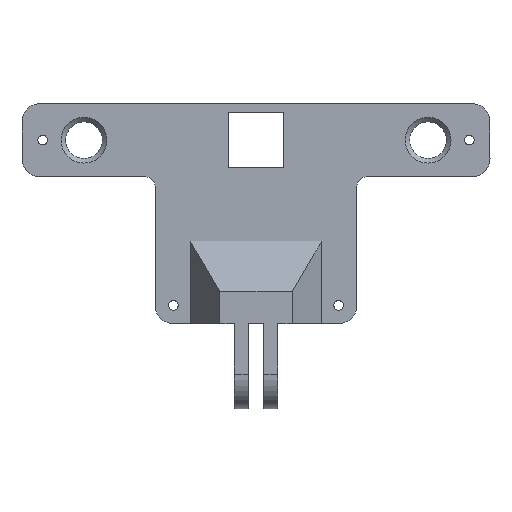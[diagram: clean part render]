
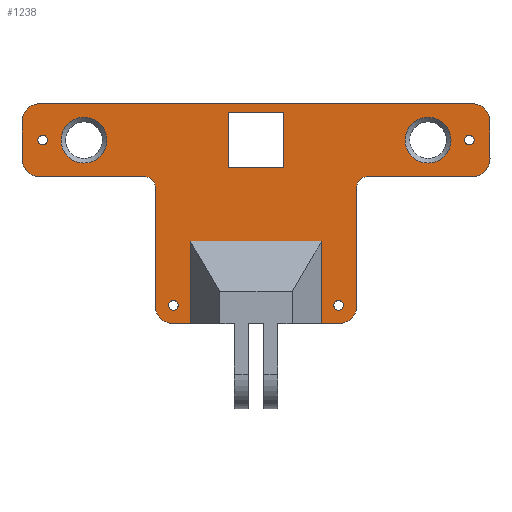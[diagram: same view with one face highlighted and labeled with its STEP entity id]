
A CAD part, top view. The second image highlights one B-rep face of the part: STEP entity #1238.
In plain terms, the highlighted planar face has unit normal (0, 0, 1).
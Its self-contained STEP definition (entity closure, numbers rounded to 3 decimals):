
#23=FACE_BOUND('',#185,.T.);
#24=FACE_BOUND('',#186,.T.);
#25=FACE_BOUND('',#187,.T.);
#26=FACE_BOUND('',#188,.T.);
#27=FACE_BOUND('',#189,.T.);
#28=FACE_BOUND('',#190,.T.);
#29=FACE_BOUND('',#191,.T.);
#60=PLANE('',#1342);
#112=FACE_OUTER_BOUND('',#184,.T.);
#184=EDGE_LOOP('',(#942,#943,#944,#945,#946,#947,#948,#949,#950,#951,#952,
#953,#954,#955,#956,#957,#958,#959,#960,#961));
#185=EDGE_LOOP('',(#962,#963,#964,#965));
#186=EDGE_LOOP('',(#966));
#187=EDGE_LOOP('',(#967));
#188=EDGE_LOOP('',(#968));
#189=EDGE_LOOP('',(#969));
#190=EDGE_LOOP('',(#970));
#191=EDGE_LOOP('',(#971));
#271=LINE('',#1835,#392);
#277=LINE('',#1848,#398);
#282=LINE('',#1863,#403);
#288=LINE('',#1884,#409);
#294=LINE('',#1905,#415);
#302=LINE('',#1929,#423);
#309=LINE('',#1943,#430);
#310=LINE('',#1946,#431);
#314=LINE('',#1952,#435);
#316=LINE('',#1961,#437);
#317=LINE('',#1963,#438);
#318=LINE('',#1964,#439);
#319=LINE('',#1967,#440);
#320=LINE('',#1968,#441);
#321=LINE('',#1969,#442);
#322=LINE('',#1971,#443);
#392=VECTOR('',#1460,10.);
#398=VECTOR('',#1468,10.);
#403=VECTOR('',#1481,10.);
#409=VECTOR('',#1501,10.);
#415=VECTOR('',#1521,10.);
#423=VECTOR('',#1543,10.);
#430=VECTOR('',#1552,10.);
#431=VECTOR('',#1555,10.);
#435=VECTOR('',#1561,10.);
#437=VECTOR('',#1571,10.);
#438=VECTOR('',#1572,10.);
#439=VECTOR('',#1573,10.);
#440=VECTOR('',#1576,10.);
#441=VECTOR('',#1577,10.);
#442=VECTOR('',#1578,10.);
#443=VECTOR('',#1579,10.);
#503=CIRCLE('',#1312,2.001);
#505=CIRCLE('',#1316,4.001);
#507=CIRCLE('',#1319,4.001);
#509=CIRCLE('',#1323,4.001);
#511=CIRCLE('',#1326,4.001);
#513=CIRCLE('',#1330,2.001);
#519=CIRCLE('',#1343,4.001);
#520=CIRCLE('',#1344,4.001);
#521=CIRCLE('',#1345,1.05);
#522=CIRCLE('',#1346,1.05);
#523=CIRCLE('',#1347,1.05);
#524=CIRCLE('',#1348,1.05);
#525=CIRCLE('',#1349,5.);
#526=CIRCLE('',#1350,5.);
#566=VERTEX_POINT('',#1832);
#567=VERTEX_POINT('',#1834);
#572=VERTEX_POINT('',#1845);
#573=VERTEX_POINT('',#1847);
#575=VERTEX_POINT('',#1853);
#576=VERTEX_POINT('',#1854);
#579=VERTEX_POINT('',#1862);
#581=VERTEX_POINT('',#1868);
#583=VERTEX_POINT('',#1874);
#584=VERTEX_POINT('',#1875);
#587=VERTEX_POINT('',#1883);
#589=VERTEX_POINT('',#1889);
#591=VERTEX_POINT('',#1895);
#592=VERTEX_POINT('',#1896);
#595=VERTEX_POINT('',#1904);
#597=VERTEX_POINT('',#1910);
#601=VERTEX_POINT('',#1922);
#604=VERTEX_POINT('',#1927);
#606=VERTEX_POINT('',#1932);
#611=VERTEX_POINT('',#1945);
#615=VERTEX_POINT('',#1960);
#616=VERTEX_POINT('',#1962);
#617=VERTEX_POINT('',#1965);
#618=VERTEX_POINT('',#1970);
#619=VERTEX_POINT('',#1973);
#620=VERTEX_POINT('',#1975);
#621=VERTEX_POINT('',#1977);
#622=VERTEX_POINT('',#1979);
#623=VERTEX_POINT('',#1981);
#624=VERTEX_POINT('',#1983);
#687=EDGE_CURVE('',#566,#567,#271,.T.);
#693=EDGE_CURVE('',#572,#573,#277,.T.);
#696=EDGE_CURVE('',#575,#576,#503,.T.);
#700=EDGE_CURVE('',#576,#579,#282,.T.);
#703=EDGE_CURVE('',#579,#581,#505,.T.);
#706=EDGE_CURVE('',#583,#584,#507,.T.);
#710=EDGE_CURVE('',#584,#587,#288,.T.);
#713=EDGE_CURVE('',#587,#589,#509,.T.);
#716=EDGE_CURVE('',#591,#592,#511,.T.);
#720=EDGE_CURVE('',#592,#595,#294,.T.);
#723=EDGE_CURVE('',#595,#597,#513,.T.);
#732=EDGE_CURVE('',#604,#601,#302,.F.);
#739=EDGE_CURVE('',#606,#601,#309,.T.);
#740=EDGE_CURVE('',#606,#611,#310,.F.);
#744=EDGE_CURVE('',#604,#611,#314,.T.);
#748=EDGE_CURVE('',#566,#615,#316,.T.);
#749=EDGE_CURVE('',#615,#616,#317,.T.);
#750=EDGE_CURVE('',#616,#573,#318,.T.);
#751=EDGE_CURVE('',#617,#572,#519,.T.);
#752=EDGE_CURVE('',#597,#617,#319,.T.);
#753=EDGE_CURVE('',#589,#591,#320,.T.);
#754=EDGE_CURVE('',#581,#583,#321,.T.);
#755=EDGE_CURVE('',#618,#575,#322,.T.);
#756=EDGE_CURVE('',#567,#618,#520,.T.);
#757=EDGE_CURVE('',#619,#619,#521,.T.);
#758=EDGE_CURVE('',#620,#620,#522,.T.);
#759=EDGE_CURVE('',#621,#621,#523,.T.);
#760=EDGE_CURVE('',#622,#622,#524,.T.);
#761=EDGE_CURVE('',#623,#623,#525,.T.);
#762=EDGE_CURVE('',#624,#624,#526,.T.);
#942=ORIENTED_EDGE('',*,*,#748,.T.);
#943=ORIENTED_EDGE('',*,*,#749,.T.);
#944=ORIENTED_EDGE('',*,*,#750,.T.);
#945=ORIENTED_EDGE('',*,*,#693,.F.);
#946=ORIENTED_EDGE('',*,*,#751,.F.);
#947=ORIENTED_EDGE('',*,*,#752,.F.);
#948=ORIENTED_EDGE('',*,*,#723,.F.);
#949=ORIENTED_EDGE('',*,*,#720,.F.);
#950=ORIENTED_EDGE('',*,*,#716,.F.);
#951=ORIENTED_EDGE('',*,*,#753,.F.);
#952=ORIENTED_EDGE('',*,*,#713,.F.);
#953=ORIENTED_EDGE('',*,*,#710,.F.);
#954=ORIENTED_EDGE('',*,*,#706,.F.);
#955=ORIENTED_EDGE('',*,*,#754,.F.);
#956=ORIENTED_EDGE('',*,*,#703,.F.);
#957=ORIENTED_EDGE('',*,*,#700,.F.);
#958=ORIENTED_EDGE('',*,*,#696,.F.);
#959=ORIENTED_EDGE('',*,*,#755,.F.);
#960=ORIENTED_EDGE('',*,*,#756,.F.);
#961=ORIENTED_EDGE('',*,*,#687,.F.);
#962=ORIENTED_EDGE('',*,*,#739,.T.);
#963=ORIENTED_EDGE('',*,*,#732,.F.);
#964=ORIENTED_EDGE('',*,*,#744,.T.);
#965=ORIENTED_EDGE('',*,*,#740,.F.);
#966=ORIENTED_EDGE('',*,*,#757,.T.);
#967=ORIENTED_EDGE('',*,*,#758,.T.);
#968=ORIENTED_EDGE('',*,*,#759,.T.);
#969=ORIENTED_EDGE('',*,*,#760,.T.);
#970=ORIENTED_EDGE('',*,*,#761,.F.);
#971=ORIENTED_EDGE('',*,*,#762,.F.);
#1238=ADVANCED_FACE('',(#112,#23,#24,#25,#26,#27,#28,#29),#60,.T.);
#1312=AXIS2_PLACEMENT_3D('',#1855,#1473,#1474);
#1316=AXIS2_PLACEMENT_3D('',#1869,#1486,#1487);
#1319=AXIS2_PLACEMENT_3D('',#1876,#1493,#1494);
#1323=AXIS2_PLACEMENT_3D('',#1890,#1506,#1507);
#1326=AXIS2_PLACEMENT_3D('',#1897,#1513,#1514);
#1330=AXIS2_PLACEMENT_3D('',#1911,#1526,#1527);
#1342=AXIS2_PLACEMENT_3D('',#1959,#1569,#1570);
#1343=AXIS2_PLACEMENT_3D('',#1966,#1574,#1575);
#1344=AXIS2_PLACEMENT_3D('',#1972,#1580,#1581);
#1345=AXIS2_PLACEMENT_3D('',#1974,#1582,#1583);
#1346=AXIS2_PLACEMENT_3D('',#1976,#1584,#1585);
#1347=AXIS2_PLACEMENT_3D('',#1978,#1586,#1587);
#1348=AXIS2_PLACEMENT_3D('',#1980,#1588,#1589);
#1349=AXIS2_PLACEMENT_3D('',#1982,#1590,#1591);
#1350=AXIS2_PLACEMENT_3D('',#1984,#1592,#1593);
#1460=DIRECTION('',(-1.,0.,0.));
#1468=DIRECTION('',(-1.,0.,0.));
#1473=DIRECTION('center_axis',(0.,0.,1.));
#1474=DIRECTION('ref_axis',(1.,0.,0.));
#1481=DIRECTION('',(-1.,0.,0.));
#1486=DIRECTION('center_axis',(0.,0.,-1.));
#1487=DIRECTION('ref_axis',(-1.,0.,0.));
#1493=DIRECTION('center_axis',(0.,0.,-1.));
#1494=DIRECTION('ref_axis',(0.,1.,0.));
#1501=DIRECTION('',(1.,0.,0.));
#1506=DIRECTION('center_axis',(0.,0.,-1.));
#1507=DIRECTION('ref_axis',(1.,0.,0.));
#1513=DIRECTION('center_axis',(0.,0.,-1.));
#1514=DIRECTION('ref_axis',(0.,-1.,0.));
#1521=DIRECTION('',(-1.,0.,0.));
#1526=DIRECTION('center_axis',(0.,0.,1.));
#1527=DIRECTION('ref_axis',(0.,1.,0.));
#1543=DIRECTION('',(-1.,0.,0.));
#1552=DIRECTION('',(0.,-1.,0.));
#1555=DIRECTION('',(1.,0.,0.));
#1561=DIRECTION('',(0.,1.,0.));
#1569=DIRECTION('center_axis',(0.,0.,1.));
#1570=DIRECTION('ref_axis',(1.,0.,0.));
#1571=DIRECTION('',(0.,1.,0.));
#1572=DIRECTION('',(1.,0.,0.));
#1573=DIRECTION('',(0.,-1.,0.));
#1574=DIRECTION('center_axis',(0.,0.,-1.));
#1575=DIRECTION('ref_axis',(0.,-1.,0.));
#1576=DIRECTION('',(0.,-1.,0.));
#1577=DIRECTION('',(0.,-1.,0.));
#1578=DIRECTION('',(0.,1.,0.));
#1579=DIRECTION('',(0.,1.,0.));
#1580=DIRECTION('center_axis',(0.,0.,-1.));
#1581=DIRECTION('ref_axis',(-1.,0.,0.));
#1582=DIRECTION('center_axis',(0.,0.,-1.));
#1583=DIRECTION('ref_axis',(1.,0.,0.));
#1584=DIRECTION('center_axis',(0.,0.,-1.));
#1585=DIRECTION('ref_axis',(1.,0.,0.));
#1586=DIRECTION('center_axis',(0.,0.,-1.));
#1587=DIRECTION('ref_axis',(1.,0.,0.));
#1588=DIRECTION('center_axis',(0.,0.,-1.));
#1589=DIRECTION('ref_axis',(1.,0.,0.));
#1590=DIRECTION('center_axis',(0.,0.,1.));
#1591=DIRECTION('ref_axis',(1.,0.,0.));
#1592=DIRECTION('center_axis',(0.,0.,1.));
#1593=DIRECTION('ref_axis',(1.,0.,0.));
#1832=CARTESIAN_POINT('',(-14.251,-40.,6.));
#1834=CARTESIAN_POINT('',(-18.,-40.,6.));
#1835=CARTESIAN_POINT('',(-9.,-40.,6.));
#1845=CARTESIAN_POINT('',(18.,-40.,6.));
#1847=CARTESIAN_POINT('',(14.251,-40.,6.));
#1848=CARTESIAN_POINT('',(-9.,-40.,6.));
#1853=CARTESIAN_POINT('',(-22.,-10.,6.));
#1854=CARTESIAN_POINT('',(-24.,-8.,6.));
#1855=CARTESIAN_POINT('Origin',(-24.001,-10.001,6.));
#1862=CARTESIAN_POINT('',(-47.,-8.,6.));
#1863=CARTESIAN_POINT('',(-23.5,-8.,6.));
#1868=CARTESIAN_POINT('',(-51.,-4.,6.));
#1869=CARTESIAN_POINT('Origin',(-46.999,-3.999,6.));
#1874=CARTESIAN_POINT('',(-51.,4.,6.));
#1875=CARTESIAN_POINT('',(-47.,8.,6.));
#1876=CARTESIAN_POINT('Origin',(-46.999,3.999,6.));
#1883=CARTESIAN_POINT('',(47.,8.,6.));
#1884=CARTESIAN_POINT('',(23.5,8.,6.));
#1889=CARTESIAN_POINT('',(51.,4.,6.));
#1890=CARTESIAN_POINT('Origin',(46.999,3.999,6.));
#1895=CARTESIAN_POINT('',(51.,-4.,6.));
#1896=CARTESIAN_POINT('',(47.,-8.,6.));
#1897=CARTESIAN_POINT('Origin',(46.999,-3.999,6.));
#1904=CARTESIAN_POINT('',(24.,-8.,6.));
#1905=CARTESIAN_POINT('',(12.,-8.,6.));
#1910=CARTESIAN_POINT('',(22.,-10.,6.));
#1911=CARTESIAN_POINT('Origin',(24.001,-10.001,6.));
#1922=CARTESIAN_POINT('',(6.,-6.,6.));
#1927=CARTESIAN_POINT('',(-6.,-6.,6.));
#1929=CARTESIAN_POINT('',(-2.75,-6.,6.));
#1932=CARTESIAN_POINT('',(6.,6.,6.));
#1943=CARTESIAN_POINT('',(6.,-10.75,6.));
#1945=CARTESIAN_POINT('',(-6.,6.,6.));
#1946=CARTESIAN_POINT('',(2.75,6.,6.));
#1952=CARTESIAN_POINT('',(-6.,-5.25,6.));
#1959=CARTESIAN_POINT('Origin',(0.,-16.,
6.));
#1960=CARTESIAN_POINT('',(-14.251,-22.,6.));
#1961=CARTESIAN_POINT('',(-14.251,-14.5,6.));
#1962=CARTESIAN_POINT('',(14.251,-22.,6.));
#1963=CARTESIAN_POINT('',(0.,-22.,6.));
#1964=CARTESIAN_POINT('',(14.251,-14.5,6.));
#1965=CARTESIAN_POINT('',(22.,-36.,6.));
#1966=CARTESIAN_POINT('Origin',(17.999,-35.999,6.));
#1967=CARTESIAN_POINT('',(22.,-26.,6.));
#1968=CARTESIAN_POINT('',(51.,-10.,6.));
#1969=CARTESIAN_POINT('',(-51.,-6.,6.));
#1970=CARTESIAN_POINT('',(-22.,-36.,6.));
#1971=CARTESIAN_POINT('',(-22.,-13.,6.));
#1972=CARTESIAN_POINT('Origin',(-17.999,-35.999,6.));
#1973=CARTESIAN_POINT('',(16.95,-36.,6.));
#1974=CARTESIAN_POINT('Origin',(18.,-36.,6.));
#1975=CARTESIAN_POINT('',(-19.05,-36.,6.));
#1976=CARTESIAN_POINT('Origin',(-18.,-36.,6.));
#1977=CARTESIAN_POINT('',(45.45,0.,6.));
#1978=CARTESIAN_POINT('Origin',(46.5,0.,6.));
#1979=CARTESIAN_POINT('',(-47.55,0.,6.));
#1980=CARTESIAN_POINT('Origin',(-46.5,0.,6.));
#1981=CARTESIAN_POINT('',(-42.5,0.,6.));
#1982=CARTESIAN_POINT('Origin',(-37.5,0.,6.));
#1983=CARTESIAN_POINT('',(32.5,0.,6.));
#1984=CARTESIAN_POINT('Origin',(37.5,0.,6.));
